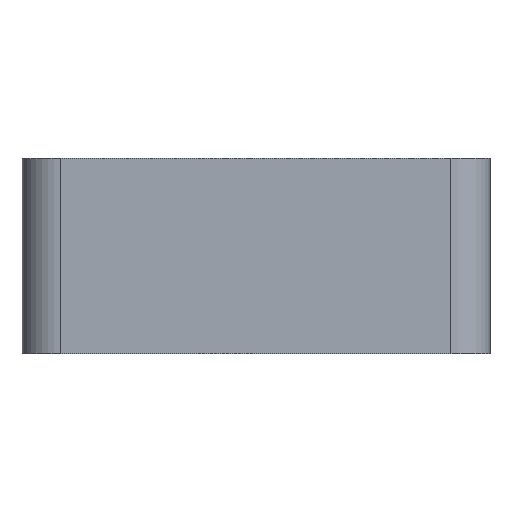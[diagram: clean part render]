
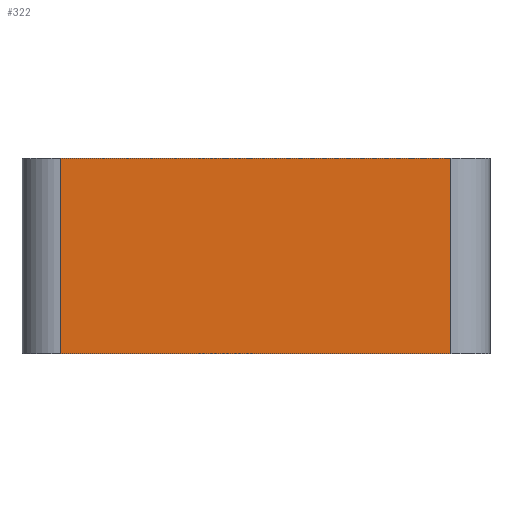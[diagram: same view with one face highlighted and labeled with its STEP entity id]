
A CAD part, front view. The second image highlights one B-rep face of the part: STEP entity #322.
In plain terms, the highlighted planar face has unit normal (0, -1, 0).
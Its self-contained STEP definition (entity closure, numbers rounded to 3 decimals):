
#26=FACE_OUTER_BOUND('',#44,.T.);
#44=EDGE_LOOP('',(#245,#246,#247,#248));
#58=LINE('',#472,#95);
#77=LINE('',#514,#114);
#78=LINE('',#516,#115);
#79=LINE('',#517,#116);
#95=VECTOR('',#382,10.);
#114=VECTOR('',#415,10.);
#115=VECTOR('',#416,10.);
#116=VECTOR('',#417,10.);
#142=VERTEX_POINT('',#469);
#143=VERTEX_POINT('',#471);
#159=VERTEX_POINT('',#513);
#160=VERTEX_POINT('',#515);
#172=EDGE_CURVE('',#143,#142,#58,.T.);
#193=EDGE_CURVE('',#159,#142,#77,.T.);
#194=EDGE_CURVE('',#160,#159,#78,.T.);
#195=EDGE_CURVE('',#143,#160,#79,.T.);
#245=ORIENTED_EDGE('',*,*,#172,.T.);
#246=ORIENTED_EDGE('',*,*,#193,.F.);
#247=ORIENTED_EDGE('',*,*,#194,.F.);
#248=ORIENTED_EDGE('',*,*,#195,.F.);
#309=PLANE('',#357);
#322=ADVANCED_FACE('',(#26),#309,.T.);
#357=AXIS2_PLACEMENT_3D('',#512,#413,#414);
#382=DIRECTION('',(-1.,0.,0.));
#413=DIRECTION('center_axis',(0.,-1.,0.));
#414=DIRECTION('ref_axis',(1.,0.,0.));
#415=DIRECTION('',(0.,0.,1.));
#416=DIRECTION('',(-1.,0.,0.));
#417=DIRECTION('',(0.,0.,-1.));
#469=CARTESIAN_POINT('',(20.,78.28,38.58));
#471=CARTESIAN_POINT('',(120.,78.28,38.58));
#472=CARTESIAN_POINT('',(40.,78.28,38.58));
#512=CARTESIAN_POINT('Origin',(10.,78.28,38.58));
#513=CARTESIAN_POINT('',(20.,78.28,-11.42));
#514=CARTESIAN_POINT('',(20.,78.28,38.58));
#515=CARTESIAN_POINT('',(120.,78.28,-11.42));
#516=CARTESIAN_POINT('',(20.,78.28,-11.42));
#517=CARTESIAN_POINT('',(120.,78.28,38.58));
